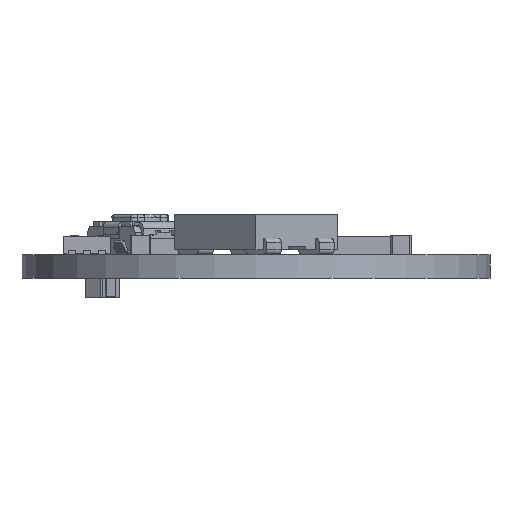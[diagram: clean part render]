
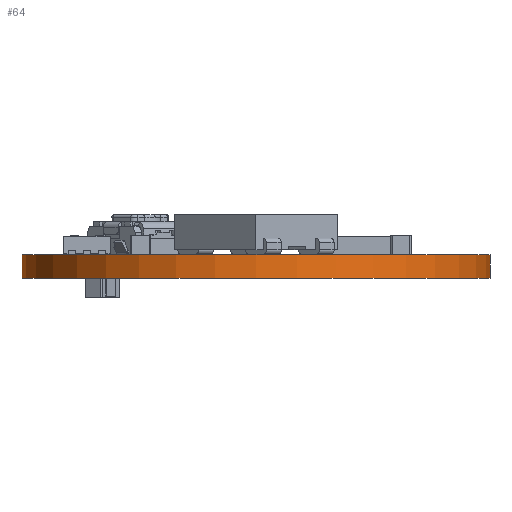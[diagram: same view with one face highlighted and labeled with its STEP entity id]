
A CAD part, front view. The second image highlights one B-rep face of the part: STEP entity #64.
In plain terms, the highlighted cylindrical face has radius 10 mm (diameter 20 mm), a full revolution.
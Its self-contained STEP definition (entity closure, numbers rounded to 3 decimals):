
#64 = ADVANCED_FACE('',(#65),#79,.T.);
#65 = FACE_BOUND('',#66,.F.);
#66 = EDGE_LOOP('',(#67,#97,#128,#129));
#67 = ORIENTED_EDGE('',*,*,#68,.T.);
#68 = EDGE_CURVE('',#69,#71,#73,.T.);
#69 = VERTEX_POINT('',#70);
#70 = CARTESIAN_POINT('',(10.,0.,0.));
#71 = VERTEX_POINT('',#72);
#72 = CARTESIAN_POINT('',(10.,0.,1.));
#73 = SEAM_CURVE('',#74,(#78,#90),.PCURVE_S1.);
#74 = LINE('',#75,#76);
#75 = CARTESIAN_POINT('',(10.,0.,0.));
#76 = VECTOR('',#77,1.);
#77 = DIRECTION('',(0.,0.,1.));
#78 = PCURVE('',#79,#84);
#79 = CYLINDRICAL_SURFACE('',#80,10.);
#80 = AXIS2_PLACEMENT_3D('',#81,#82,#83);
#81 = CARTESIAN_POINT('',(0.,0.,0.));
#82 = DIRECTION('',(0.,0.,-1.));
#83 = DIRECTION('',(1.,0.,0.));
#84 = DEFINITIONAL_REPRESENTATION('',(#85),#89);
#85 = LINE('',#86,#87);
#86 = CARTESIAN_POINT('',(0.,0.));
#87 = VECTOR('',#88,1.);
#88 = DIRECTION('',(0.,-1.));
#89 = ( GEOMETRIC_REPRESENTATION_CONTEXT(2) 
PARAMETRIC_REPRESENTATION_CONTEXT() REPRESENTATION_CONTEXT('2D SPACE',''
  ) );
#90 = PCURVE('',#79,#91);
#91 = DEFINITIONAL_REPRESENTATION('',(#92),#96);
#92 = LINE('',#93,#94);
#93 = CARTESIAN_POINT('',(-6.283,0.));
#94 = VECTOR('',#95,1.);
#95 = DIRECTION('',(0.,-1.));
#96 = ( GEOMETRIC_REPRESENTATION_CONTEXT(2) 
PARAMETRIC_REPRESENTATION_CONTEXT() REPRESENTATION_CONTEXT('2D SPACE',''
  ) );
#97 = ORIENTED_EDGE('',*,*,#98,.T.);
#98 = EDGE_CURVE('',#71,#71,#99,.T.);
#99 = SURFACE_CURVE('',#100,(#105,#112),.PCURVE_S1.);
#100 = CIRCLE('',#101,10.);
#101 = AXIS2_PLACEMENT_3D('',#102,#103,#104);
#102 = CARTESIAN_POINT('',(0.,0.,1.));
#103 = DIRECTION('',(0.,0.,1.));
#104 = DIRECTION('',(1.,0.,0.));
#105 = PCURVE('',#79,#106);
#106 = DEFINITIONAL_REPRESENTATION('',(#107),#111);
#107 = LINE('',#108,#109);
#108 = CARTESIAN_POINT('',(0.,-1.));
#109 = VECTOR('',#110,1.);
#110 = DIRECTION('',(-1.,0.));
#111 = ( GEOMETRIC_REPRESENTATION_CONTEXT(2) 
PARAMETRIC_REPRESENTATION_CONTEXT() REPRESENTATION_CONTEXT('2D SPACE',''
  ) );
#112 = PCURVE('',#113,#118);
#113 = PLANE('',#114);
#114 = AXIS2_PLACEMENT_3D('',#115,#116,#117);
#115 = CARTESIAN_POINT('',(10.,0.,1.));
#116 = DIRECTION('',(0.,0.,-1.));
#117 = DIRECTION('',(-1.,0.,0.));
#118 = DEFINITIONAL_REPRESENTATION('',(#119),#127);
#119 = ( BOUNDED_CURVE() B_SPLINE_CURVE(2,(#120,#121,#122,#123,#124,#125
,#126),.UNSPECIFIED.,.F.,.F.) B_SPLINE_CURVE_WITH_KNOTS((1,2,2,2,2,1),(
    -2.094,0.,2.094,4.189,6.283,
8.378),.UNSPECIFIED.) CURVE() GEOMETRIC_REPRESENTATION_ITEM() 
RATIONAL_B_SPLINE_CURVE((1.,0.5,1.,0.5,1.,0.5,1.)) REPRESENTATION_ITEM(
  '') );
#120 = CARTESIAN_POINT('',(0.,0.));
#121 = CARTESIAN_POINT('',(0.,17.321));
#122 = CARTESIAN_POINT('',(15.,8.66));
#123 = CARTESIAN_POINT('',(30.,0.));
#124 = CARTESIAN_POINT('',(15.,-8.66));
#125 = CARTESIAN_POINT('',(0.,-17.321));
#126 = CARTESIAN_POINT('',(0.,0.));
#127 = ( GEOMETRIC_REPRESENTATION_CONTEXT(2) 
PARAMETRIC_REPRESENTATION_CONTEXT() REPRESENTATION_CONTEXT('2D SPACE',''
  ) );
#128 = ORIENTED_EDGE('',*,*,#68,.F.);
#129 = ORIENTED_EDGE('',*,*,#130,.F.);
#130 = EDGE_CURVE('',#69,#69,#131,.T.);
#131 = SURFACE_CURVE('',#132,(#137,#144),.PCURVE_S1.);
#132 = CIRCLE('',#133,10.);
#133 = AXIS2_PLACEMENT_3D('',#134,#135,#136);
#134 = CARTESIAN_POINT('',(0.,0.,0.));
#135 = DIRECTION('',(0.,0.,1.));
#136 = DIRECTION('',(1.,0.,0.));
#137 = PCURVE('',#79,#138);
#138 = DEFINITIONAL_REPRESENTATION('',(#139),#143);
#139 = LINE('',#140,#141);
#140 = CARTESIAN_POINT('',(0.,0.));
#141 = VECTOR('',#142,1.);
#142 = DIRECTION('',(-1.,0.));
#143 = ( GEOMETRIC_REPRESENTATION_CONTEXT(2) 
PARAMETRIC_REPRESENTATION_CONTEXT() REPRESENTATION_CONTEXT('2D SPACE',''
  ) );
#144 = PCURVE('',#145,#150);
#145 = PLANE('',#146);
#146 = AXIS2_PLACEMENT_3D('',#147,#148,#149);
#147 = CARTESIAN_POINT('',(10.,0.,0.));
#148 = DIRECTION('',(0.,0.,-1.));
#149 = DIRECTION('',(-1.,0.,0.));
#150 = DEFINITIONAL_REPRESENTATION('',(#151),#159);
#151 = ( BOUNDED_CURVE() B_SPLINE_CURVE(2,(#152,#153,#154,#155,#156,#157
,#158),.UNSPECIFIED.,.F.,.F.) B_SPLINE_CURVE_WITH_KNOTS((1,2,2,2,2,1),(
    -2.094,0.,2.094,4.189,6.283,
8.378),.UNSPECIFIED.) CURVE() GEOMETRIC_REPRESENTATION_ITEM() 
RATIONAL_B_SPLINE_CURVE((1.,0.5,1.,0.5,1.,0.5,1.)) REPRESENTATION_ITEM(
  '') );
#152 = CARTESIAN_POINT('',(0.,0.));
#153 = CARTESIAN_POINT('',(0.,17.321));
#154 = CARTESIAN_POINT('',(15.,8.66));
#155 = CARTESIAN_POINT('',(30.,0.));
#156 = CARTESIAN_POINT('',(15.,-8.66));
#157 = CARTESIAN_POINT('',(0.,-17.321));
#158 = CARTESIAN_POINT('',(0.,0.));
#159 = ( GEOMETRIC_REPRESENTATION_CONTEXT(2) 
PARAMETRIC_REPRESENTATION_CONTEXT() REPRESENTATION_CONTEXT('2D SPACE',''
  ) );
